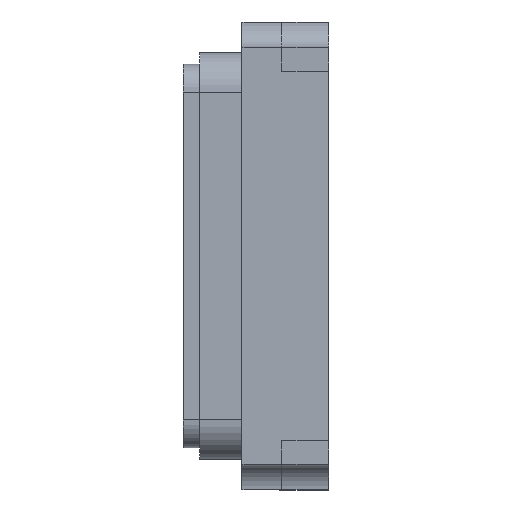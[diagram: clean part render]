
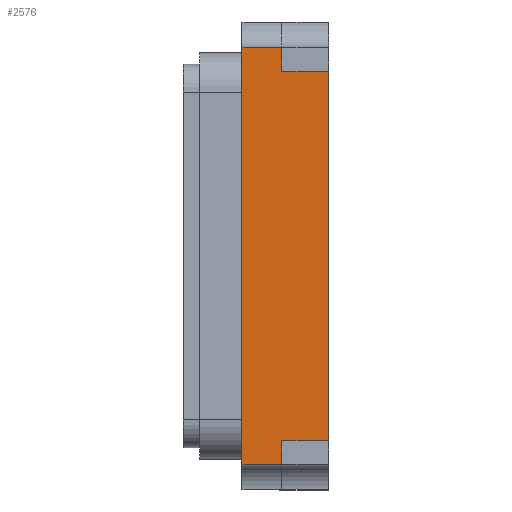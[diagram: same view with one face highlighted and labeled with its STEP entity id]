
A CAD part, left-side view. The second image highlights one B-rep face of the part: STEP entity #2576.
In plain terms, the highlighted planar face has unit normal (-1, 0, 0).
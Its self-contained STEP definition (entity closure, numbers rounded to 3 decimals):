
#265 = EDGE_CURVE ( 'NONE', #4123, #7811, #7262, .T. ) ;
#316 = CARTESIAN_POINT ( 'NONE',  ( -1.25, 0.185, -1. ) ) ;
#349 = ORIENTED_EDGE ( 'NONE', *, *, #10280, .F. ) ;
#623 = CARTESIAN_POINT ( 'NONE',  ( -1.25, -0.186, -0.89 ) ) ;
#746 = VECTOR ( 'NONE', #4144, 1000. ) ;
#939 = VERTEX_POINT ( 'NONE', #5562 ) ;
#945 = ORIENTED_EDGE ( 'NONE', *, *, #265, .F. ) ;
#1038 = CARTESIAN_POINT ( 'NONE',  ( -1.25, 0.015, -0.79 ) ) ;
#1417 = CARTESIAN_POINT ( 'NONE',  ( -1.25, 0.015, 0.79 ) ) ;
#1582 = VERTEX_POINT ( 'NONE', #2835 ) ;
#1986 = ORIENTED_EDGE ( 'NONE', *, *, #11898, .F. ) ;
#2140 = EDGE_CURVE ( 'NONE', #2321, #939, #8687, .T. ) ;
#2159 = LINE ( 'NONE', #1417, #7497 ) ;
#2200 = PLANE ( 'NONE',  #3736 ) ;
#2321 = VERTEX_POINT ( 'NONE', #3347 ) ;
#2497 = VECTOR ( 'NONE', #10937, 1000. ) ;
#2576 = ADVANCED_FACE ( 'NONE', ( #7908 ), #2200, .F. ) ;
#2778 = VECTOR ( 'NONE', #3755, 1000. ) ;
#2835 = CARTESIAN_POINT ( 'NONE',  ( -1.25, 0.015, -0.79 ) ) ;
#3076 = VERTEX_POINT ( 'NONE', #9621 ) ;
#3347 = CARTESIAN_POINT ( 'NONE',  ( -1.25, 0.185, 0.89 ) ) ;
#3736 = AXIS2_PLACEMENT_3D ( 'NONE', #316, #5324, #10213 ) ;
#3755 = DIRECTION ( 'NONE',  ( 0., 0., -1. ) ) ;
#3806 = EDGE_LOOP ( 'NONE', ( #7124, #10973, #8044, #7552, #349, #11775, #1986, #945 ) ) ;
#4123 = VERTEX_POINT ( 'NONE', #9609 ) ;
#4144 = DIRECTION ( 'NONE',  ( 0., -1., 0. ) ) ;
#5324 = DIRECTION ( 'NONE',  ( 1., 0., 0. ) ) ;
#5395 = EDGE_CURVE ( 'NONE', #1582, #4123, #9599, .T. ) ;
#5562 = CARTESIAN_POINT ( 'NONE',  ( -1.25, 0.015, 0.89 ) ) ;
#5764 = DIRECTION ( 'NONE',  ( 0., 1., 0. ) ) ;
#5915 = CARTESIAN_POINT ( 'NONE',  ( -1.25, -0.185, 0.79 ) ) ;
#6421 = LINE ( 'NONE', #7705, #2778 ) ;
#6505 = CARTESIAN_POINT ( 'NONE',  ( -1.25, 0.015, 0.79 ) ) ;
#6581 = CARTESIAN_POINT ( 'NONE',  ( -1.25, 0.015, -0.89 ) ) ;
#6616 = VERTEX_POINT ( 'NONE', #6505 ) ;
#6907 = LINE ( 'NONE', #7023, #2497 ) ;
#6987 = VECTOR ( 'NONE', #11562, 1000. ) ;
#7023 = CARTESIAN_POINT ( 'NONE',  ( -1.25, 0.185, -1. ) ) ;
#7124 = ORIENTED_EDGE ( 'NONE', *, *, #5395, .F. ) ;
#7262 = LINE ( 'NONE', #623, #7412 ) ;
#7412 = VECTOR ( 'NONE', #5764, 1000. ) ;
#7497 = VECTOR ( 'NONE', #10176, 1000. ) ;
#7552 = ORIENTED_EDGE ( 'NONE', *, *, #12539, .F. ) ;
#7657 = LINE ( 'NONE', #9712, #10579 ) ;
#7701 = EDGE_CURVE ( 'NONE', #1582, #3076, #10684, .T. ) ;
#7705 = CARTESIAN_POINT ( 'NONE',  ( -1.25, 0.015, 0.79 ) ) ;
#7811 = VERTEX_POINT ( 'NONE', #7917 ) ;
#7908 = FACE_OUTER_BOUND ( 'NONE', #3806, .T. ) ;
#7917 = CARTESIAN_POINT ( 'NONE',  ( -1.25, 0.185, -0.89 ) ) ;
#8044 = ORIENTED_EDGE ( 'NONE', *, *, #12228, .T. ) ;
#8680 = DIRECTION ( 'NONE',  ( 0., 0., 1. ) ) ;
#8687 = LINE ( 'NONE', #10148, #746 ) ;
#9599 = LINE ( 'NONE', #6581, #6987 ) ;
#9609 = CARTESIAN_POINT ( 'NONE',  ( -1.25, 0.015, -0.89 ) ) ;
#9621 = CARTESIAN_POINT ( 'NONE',  ( -1.25, -0.185, -0.79 ) ) ;
#9712 = CARTESIAN_POINT ( 'NONE',  ( -1.25, -0.185, -1. ) ) ;
#9810 = DIRECTION ( 'NONE',  ( 0., -1., 0. ) ) ;
#10148 = CARTESIAN_POINT ( 'NONE',  ( -1.25, -0.186, 0.89 ) ) ;
#10176 = DIRECTION ( 'NONE',  ( 0., -1., 0. ) ) ;
#10213 = DIRECTION ( 'NONE',  ( 0., 0., -1. ) ) ;
#10280 = EDGE_CURVE ( 'NONE', #939, #6616, #6421, .T. ) ;
#10373 = VECTOR ( 'NONE', #9810, 1000. ) ;
#10579 = VECTOR ( 'NONE', #8680, 1000. ) ;
#10684 = LINE ( 'NONE', #1038, #10373 ) ;
#10937 = DIRECTION ( 'NONE',  ( 0., 0., 1. ) ) ;
#10973 = ORIENTED_EDGE ( 'NONE', *, *, #7701, .T. ) ;
#11562 = DIRECTION ( 'NONE',  ( 0., 0., -1. ) ) ;
#11753 = VERTEX_POINT ( 'NONE', #5915 ) ;
#11775 = ORIENTED_EDGE ( 'NONE', *, *, #2140, .F. ) ;
#11898 = EDGE_CURVE ( 'NONE', #7811, #2321, #6907, .T. ) ;
#12228 = EDGE_CURVE ( 'NONE', #3076, #11753, #7657, .T. ) ;
#12539 = EDGE_CURVE ( 'NONE', #6616, #11753, #2159, .T. ) ;
